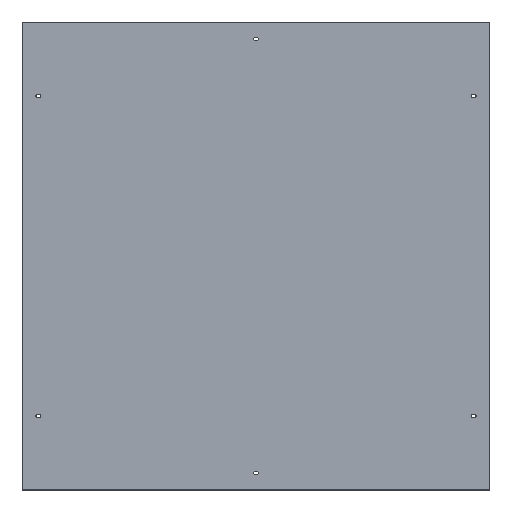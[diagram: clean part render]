
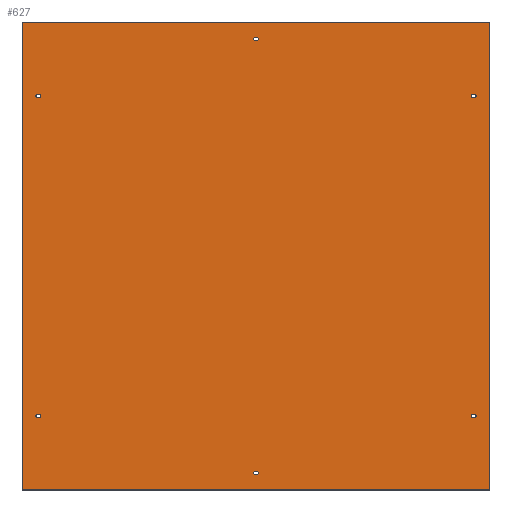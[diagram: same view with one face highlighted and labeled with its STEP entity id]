
A CAD part, top view. The second image highlights one B-rep face of the part: STEP entity #627.
In plain terms, the highlighted planar face has unit normal (0, 0, 1).
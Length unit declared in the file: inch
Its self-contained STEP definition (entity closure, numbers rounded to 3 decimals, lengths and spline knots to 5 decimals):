
#20=FACE_BOUND('',#115,.T.);
#21=FACE_BOUND('',#116,.T.);
#22=FACE_BOUND('',#117,.T.);
#23=FACE_BOUND('',#118,.T.);
#24=FACE_BOUND('',#119,.T.);
#25=FACE_BOUND('',#120,.T.);
#27=CIRCLE('',#646,0.1406);
#29=CIRCLE('',#650,0.1406);
#31=CIRCLE('',#654,0.1406);
#33=CIRCLE('',#658,0.1406);
#34=CIRCLE('',#660,0.14063);
#36=CIRCLE('',#666,0.14063);
#39=CIRCLE('',#671,0.14063);
#45=CIRCLE('',#679,0.14063);
#46=CIRCLE('',#680,0.14063);
#47=CIRCLE('',#681,0.14063);
#48=CIRCLE('',#682,0.14063);
#49=CIRCLE('',#683,0.14063);
#78=FACE_OUTER_BOUND('',#114,.T.);
#114=EDGE_LOOP('',(#482,#483,#484,#485));
#115=EDGE_LOOP('',(#486,#487,#488,#489));
#116=EDGE_LOOP('',(#490,#491,#492,#493));
#117=EDGE_LOOP('',(#494,#495,#496,#497));
#118=EDGE_LOOP('',(#498,#499,#500,#501));
#119=EDGE_LOOP('',(#502,#503,#504,#505));
#120=EDGE_LOOP('',(#506,#507,#508,#509));
#136=LINE('',#875,#196);
#140=LINE('',#887,#200);
#144=LINE('',#899,#204);
#148=LINE('',#911,#208);
#152=LINE('',#927,#212);
#155=LINE('',#933,#215);
#158=LINE('',#940,#218);
#163=LINE('',#954,#223);
#174=LINE('',#990,#234);
#175=LINE('',#992,#235);
#176=LINE('',#994,#236);
#177=LINE('',#995,#237);
#178=LINE('',#998,#238);
#179=LINE('',#1002,#239);
#180=LINE('',#1006,#240);
#181=LINE('',#1010,#241);
#196=VECTOR('',#703,0.0938);
#200=VECTOR('',#715,0.0938);
#204=VECTOR('',#727,0.0938);
#208=VECTOR('',#739,0.0938);
#212=VECTOR('',#757,0.09375);
#215=VECTOR('',#762,0.09375);
#218=VECTOR('',#767,0.09375);
#223=VECTOR('',#780,0.09375);
#234=VECTOR('',#811,38.);
#235=VECTOR('',#812,38.);
#236=VECTOR('',#813,38.);
#237=VECTOR('',#814,38.);
#238=VECTOR('',#815,0.09375);
#239=VECTOR('',#818,0.09375);
#240=VECTOR('',#821,0.09375);
#241=VECTOR('',#824,0.09375);
#256=VERTEX_POINT('',#872);
#257=VERTEX_POINT('',#874);
#259=VERTEX_POINT('',#880);
#261=VERTEX_POINT('',#886);
#264=VERTEX_POINT('',#896);
#265=VERTEX_POINT('',#898);
#267=VERTEX_POINT('',#904);
#269=VERTEX_POINT('',#910);
#270=VERTEX_POINT('',#917);
#271=VERTEX_POINT('',#918);
#274=VERTEX_POINT('',#926);
#276=VERTEX_POINT('',#932);
#278=VERTEX_POINT('',#938);
#279=VERTEX_POINT('',#939);
#282=VERTEX_POINT('',#947);
#284=VERTEX_POINT('',#953);
#298=VERTEX_POINT('',#988);
#299=VERTEX_POINT('',#989);
#300=VERTEX_POINT('',#991);
#301=VERTEX_POINT('',#993);
#302=VERTEX_POINT('',#996);
#303=VERTEX_POINT('',#997);
#304=VERTEX_POINT('',#999);
#305=VERTEX_POINT('',#1001);
#306=VERTEX_POINT('',#1004);
#307=VERTEX_POINT('',#1005);
#308=VERTEX_POINT('',#1007);
#309=VERTEX_POINT('',#1009);
#312=EDGE_CURVE('',#257,#256,#136,.T.);
#315=EDGE_CURVE('',#259,#257,#27,.T.);
#318=EDGE_CURVE('',#261,#259,#140,.T.);
#321=EDGE_CURVE('',#256,#261,#29,.T.);
#324=EDGE_CURVE('',#265,#264,#144,.T.);
#327=EDGE_CURVE('',#267,#265,#31,.T.);
#330=EDGE_CURVE('',#269,#267,#148,.T.);
#333=EDGE_CURVE('',#264,#269,#33,.T.);
#334=EDGE_CURVE('',#270,#271,#34,.T.);
#338=EDGE_CURVE('',#274,#270,#152,.T.);
#341=EDGE_CURVE('',#271,#276,#155,.T.);
#344=EDGE_CURVE('',#278,#279,#158,.T.);
#348=EDGE_CURVE('',#282,#278,#36,.T.);
#351=EDGE_CURVE('',#284,#282,#163,.T.);
#355=EDGE_CURVE('',#276,#274,#39,.T.);
#369=EDGE_CURVE('',#298,#299,#174,.T.);
#370=EDGE_CURVE('',#300,#298,#175,.T.);
#371=EDGE_CURVE('',#301,#300,#176,.T.);
#372=EDGE_CURVE('',#299,#301,#177,.T.);
#373=EDGE_CURVE('',#302,#303,#178,.T.);
#374=EDGE_CURVE('',#303,#304,#45,.T.);
#375=EDGE_CURVE('',#304,#305,#179,.T.);
#376=EDGE_CURVE('',#305,#302,#46,.T.);
#377=EDGE_CURVE('',#306,#307,#180,.T.);
#378=EDGE_CURVE('',#307,#308,#47,.T.);
#379=EDGE_CURVE('',#308,#309,#181,.T.);
#380=EDGE_CURVE('',#309,#306,#48,.T.);
#381=EDGE_CURVE('',#279,#284,#49,.T.);
#482=ORIENTED_EDGE('',*,*,#369,.F.);
#483=ORIENTED_EDGE('',*,*,#370,.F.);
#484=ORIENTED_EDGE('',*,*,#371,.F.);
#485=ORIENTED_EDGE('',*,*,#372,.F.);
#486=ORIENTED_EDGE('',*,*,#318,.T.);
#487=ORIENTED_EDGE('',*,*,#315,.T.);
#488=ORIENTED_EDGE('',*,*,#312,.T.);
#489=ORIENTED_EDGE('',*,*,#321,.T.);
#490=ORIENTED_EDGE('',*,*,#330,.T.);
#491=ORIENTED_EDGE('',*,*,#327,.T.);
#492=ORIENTED_EDGE('',*,*,#324,.T.);
#493=ORIENTED_EDGE('',*,*,#333,.T.);
#494=ORIENTED_EDGE('',*,*,#373,.T.);
#495=ORIENTED_EDGE('',*,*,#374,.T.);
#496=ORIENTED_EDGE('',*,*,#375,.T.);
#497=ORIENTED_EDGE('',*,*,#376,.T.);
#498=ORIENTED_EDGE('',*,*,#377,.T.);
#499=ORIENTED_EDGE('',*,*,#378,.T.);
#500=ORIENTED_EDGE('',*,*,#379,.T.);
#501=ORIENTED_EDGE('',*,*,#380,.T.);
#502=ORIENTED_EDGE('',*,*,#351,.T.);
#503=ORIENTED_EDGE('',*,*,#348,.T.);
#504=ORIENTED_EDGE('',*,*,#344,.T.);
#505=ORIENTED_EDGE('',*,*,#381,.T.);
#506=ORIENTED_EDGE('',*,*,#341,.T.);
#507=ORIENTED_EDGE('',*,*,#355,.T.);
#508=ORIENTED_EDGE('',*,*,#338,.T.);
#509=ORIENTED_EDGE('',*,*,#334,.T.);
#571=PLANE('',#678);
#627=ADVANCED_FACE('',(#78,#20,#21,#22,#23,#24,#25),#571,.T.);
#646=AXIS2_PLACEMENT_3D('',#881,#709,#710);
#650=AXIS2_PLACEMENT_3D('',#891,#721,#722);
#654=AXIS2_PLACEMENT_3D('',#905,#733,#734);
#658=AXIS2_PLACEMENT_3D('',#915,#745,#746);
#660=AXIS2_PLACEMENT_3D('',#919,#749,#750);
#666=AXIS2_PLACEMENT_3D('',#948,#773,#774);
#671=AXIS2_PLACEMENT_3D('',#960,#787,#788);
#678=AXIS2_PLACEMENT_3D('',#987,#809,#810);
#679=AXIS2_PLACEMENT_3D('',#1000,#816,#817);
#680=AXIS2_PLACEMENT_3D('',#1003,#819,#820);
#681=AXIS2_PLACEMENT_3D('',#1008,#822,#823);
#682=AXIS2_PLACEMENT_3D('',#1011,#825,#826);
#683=AXIS2_PLACEMENT_3D('',#1012,#827,#828);
#703=DIRECTION('',(1.,0.,0.));
#709=DIRECTION('center_axis',(0.,0.,-1.));
#710=DIRECTION('ref_axis',(0.,-1.,0.));
#715=DIRECTION('',(-1.,0.,0.));
#721=DIRECTION('center_axis',(0.,0.,-1.));
#722=DIRECTION('ref_axis',(0.,1.,0.));
#727=DIRECTION('',(1.,0.,0.));
#733=DIRECTION('center_axis',(0.,0.,-1.));
#734=DIRECTION('ref_axis',(0.,1.,0.));
#739=DIRECTION('',(-1.,0.,0.));
#745=DIRECTION('center_axis',(0.,0.,-1.));
#746=DIRECTION('ref_axis',(0.,-1.,0.));
#749=DIRECTION('center_axis',(0.,0.,-1.));
#750=DIRECTION('ref_axis',(0.,-1.,0.));
#757=DIRECTION('',(1.,0.,0.));
#762=DIRECTION('',(-1.,0.,0.));
#767=DIRECTION('',(1.,0.,0.));
#773=DIRECTION('center_axis',(0.,0.,-1.));
#774=DIRECTION('ref_axis',(0.,-1.,0.));
#780=DIRECTION('',(-1.,0.,0.));
#787=DIRECTION('center_axis',(0.,0.,-1.));
#788=DIRECTION('ref_axis',(-1.,0.,0.));
#809=DIRECTION('center_axis',(0.,0.,1.));
#810=DIRECTION('ref_axis',(1.,0.,0.));
#811=DIRECTION('',(0.,1.,0.));
#812=DIRECTION('',(-1.,0.,0.));
#813=DIRECTION('',(0.,-1.,0.));
#814=DIRECTION('',(1.,0.,0.));
#815=DIRECTION('',(1.,0.,0.));
#816=DIRECTION('center_axis',(0.,0.,-1.));
#817=DIRECTION('ref_axis',(-1.,0.,0.));
#818=DIRECTION('',(-1.,0.,0.));
#819=DIRECTION('center_axis',(0.,0.,-1.));
#820=DIRECTION('ref_axis',(0.,-1.,0.));
#821=DIRECTION('',(-1.,0.,0.));
#822=DIRECTION('center_axis',(0.,0.,-1.));
#823=DIRECTION('ref_axis',(-1.,0.,0.));
#824=DIRECTION('',(1.,0.,0.));
#825=DIRECTION('center_axis',(0.,0.,-1.));
#826=DIRECTION('ref_axis',(0.,-1.,0.));
#827=DIRECTION('center_axis',(0.,0.,-1.));
#828=DIRECTION('ref_axis',(-1.,0.,0.));
#872=CARTESIAN_POINT('',(0.0469,17.7656,0.0937));
#874=CARTESIAN_POINT('',(-0.0469,17.7656,0.0937));
#875=CARTESIAN_POINT('',(-0.02345,17.7656,0.0937));
#880=CARTESIAN_POINT('',(-0.0469,17.4844,0.0937));
#881=CARTESIAN_POINT('Origin',(-0.0469,17.625,0.0937));
#886=CARTESIAN_POINT('',(0.0469,17.4844,0.0937));
#887=CARTESIAN_POINT('',(0.02345,17.4844,0.0937));
#891=CARTESIAN_POINT('Origin',(0.0469,17.625,0.0937));
#896=CARTESIAN_POINT('',(0.0469,-17.4844,0.0937));
#898=CARTESIAN_POINT('',(-0.0469,-17.4844,0.0937));
#899=CARTESIAN_POINT('',(-0.02345,-17.4844,0.0937));
#904=CARTESIAN_POINT('',(-0.0469,-17.7656,0.0937));
#905=CARTESIAN_POINT('Origin',(-0.0469,-17.625,0.0937));
#910=CARTESIAN_POINT('',(0.0469,-17.7656,0.0937));
#911=CARTESIAN_POINT('',(0.02345,-17.7656,0.0937));
#915=CARTESIAN_POINT('Origin',(0.0469,-17.625,0.0937));
#917=CARTESIAN_POINT('',(-17.64,-12.85938,0.0937));
#918=CARTESIAN_POINT('',(-17.64,-13.14063,0.0937));
#919=CARTESIAN_POINT('Origin',(-17.64,-13.,0.0937));
#926=CARTESIAN_POINT('',(-17.73375,-12.85938,0.0937));
#927=CARTESIAN_POINT('',(-8.86687,-12.85938,0.0937));
#932=CARTESIAN_POINT('',(-17.73375,-13.14063,0.0937));
#933=CARTESIAN_POINT('',(-8.82,-13.14063,0.0937));
#938=CARTESIAN_POINT('',(17.64,-12.85938,0.0937));
#939=CARTESIAN_POINT('',(17.73375,-12.85938,0.0937));
#940=CARTESIAN_POINT('',(8.82,-12.85938,0.0937));
#947=CARTESIAN_POINT('',(17.64,-13.14063,0.0937));
#948=CARTESIAN_POINT('Origin',(17.64,-13.,0.0937));
#953=CARTESIAN_POINT('',(17.73375,-13.14063,0.0937));
#954=CARTESIAN_POINT('',(8.86688,-13.14063,0.0937));
#960=CARTESIAN_POINT('Origin',(-17.73375,-13.,0.0937));
#987=CARTESIAN_POINT('Origin',(0.,0.,
0.0937));
#988=CARTESIAN_POINT('',(-19.,-19.,0.0937));
#989=CARTESIAN_POINT('',(-19.,19.,0.0937));
#990=CARTESIAN_POINT('',(-19.,-19.,0.0937));
#991=CARTESIAN_POINT('',(19.,-19.,0.0937));
#992=CARTESIAN_POINT('',(19.,-19.,0.0937));
#993=CARTESIAN_POINT('',(19.,19.,0.0937));
#994=CARTESIAN_POINT('',(19.,19.,0.0937));
#995=CARTESIAN_POINT('',(-19.,19.,0.0937));
#996=CARTESIAN_POINT('',(17.64,13.14063,0.0937));
#997=CARTESIAN_POINT('',(17.73375,13.14063,0.0937));
#998=CARTESIAN_POINT('',(8.82,13.14063,0.0937));
#999=CARTESIAN_POINT('',(17.73375,12.85938,0.0937));
#1000=CARTESIAN_POINT('Origin',(17.73375,13.,0.0937));
#1001=CARTESIAN_POINT('',(17.64,12.85938,0.0937));
#1002=CARTESIAN_POINT('',(8.86688,12.85938,0.0937));
#1003=CARTESIAN_POINT('Origin',(17.64,13.,0.0937));
#1004=CARTESIAN_POINT('',(-17.64,12.85938,0.0937));
#1005=CARTESIAN_POINT('',(-17.73375,12.85938,0.0937));
#1006=CARTESIAN_POINT('',(-8.82,12.85938,0.0937));
#1007=CARTESIAN_POINT('',(-17.73375,13.14063,0.0937));
#1008=CARTESIAN_POINT('Origin',(-17.73375,13.,0.0937));
#1009=CARTESIAN_POINT('',(-17.64,13.14063,0.0937));
#1010=CARTESIAN_POINT('',(-8.86687,13.14063,0.0937));
#1011=CARTESIAN_POINT('Origin',(-17.64,13.,0.0937));
#1012=CARTESIAN_POINT('Origin',(17.73375,-13.,0.0937));
